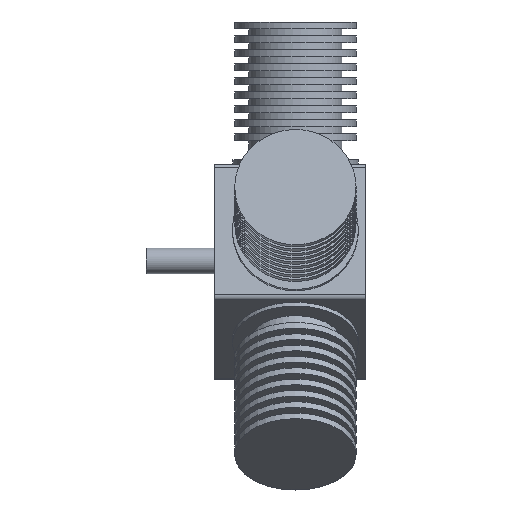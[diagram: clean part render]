
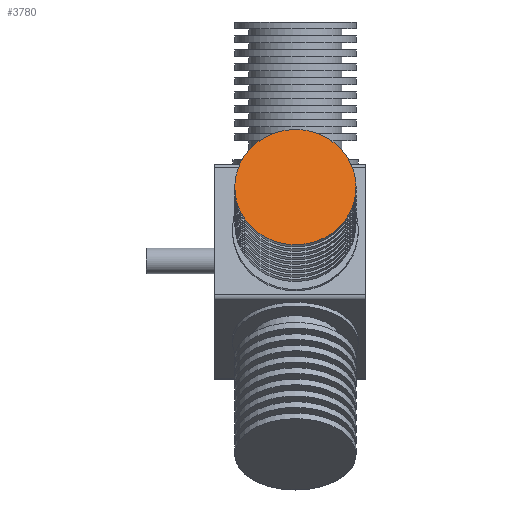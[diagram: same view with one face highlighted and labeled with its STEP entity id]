
A CAD part, left-side view. The second image highlights one B-rep face of the part: STEP entity #3780.
In plain terms, the highlighted free-form (B-spline) face has degree [1, 1] with [2, 2] control points.
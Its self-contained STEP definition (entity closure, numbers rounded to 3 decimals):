
#3780 = ADVANCED_FACE('',(#3781),#3795,.T.);
#3781 = FACE_BOUND('',#3782,.T.);
#3782 = EDGE_LOOP('',(#3783));
#3783 = ORIENTED_EDGE('',*,*,#3784,.T.);
#3784 = EDGE_CURVE('',#3785,#3785,#3787,.T.);
#3785 = VERTEX_POINT('',#3786);
#3786 = CARTESIAN_POINT('',(-219.612,77.237,
    75.012));
#3787 = ( BOUNDED_CURVE() B_SPLINE_CURVE(2,(#3788,#3789,#3790,#3791,
#3792,#3793,#3794),.UNSPECIFIED.,.T.,.F.) B_SPLINE_CURVE_WITH_KNOTS((1,2
    ,2,2,2,1),(-2.094,0.,2.094,4.189,
6.283,8.378),.UNSPECIFIED.) CURVE() 
GEOMETRIC_REPRESENTATION_ITEM() RATIONAL_B_SPLINE_CURVE((1.,0.5,1.,0.5,
1.,0.5,1.)) REPRESENTATION_ITEM('') );
#3788 = CARTESIAN_POINT('',(-219.612,77.237,
    75.012));
#3789 = CARTESIAN_POINT('',(-219.612,187.742,
    75.012));
#3790 = CARTESIAN_POINT('',(-249.185,132.49,
    -16.004));
#3791 = CARTESIAN_POINT('',(-278.758,77.237,
    -107.021));
#3792 = CARTESIAN_POINT('',(-249.185,21.985,
    -16.004));
#3793 = CARTESIAN_POINT('',(-219.612,-33.268,
    75.012));
#3794 = CARTESIAN_POINT('',(-219.612,77.237,
    75.012));
#3795 = B_SPLINE_SURFACE_WITH_KNOTS('',1,1,(
    (#3796,#3797)
    ,(#3798,#3799
    )),.UNSPECIFIED.,.F.,.F.,.F.,(2,2),(2,2),(-52.,52.),(-56.569
    ,47.431),.PIECEWISE_BEZIER_KNOTS.);
#3796 = CARTESIAN_POINT('',(-259.043,13.437,
    -46.343));
#3797 = CARTESIAN_POINT('',(-259.043,141.037,
    -46.343));
#3798 = CARTESIAN_POINT('',(-219.612,13.437,
    75.012));
#3799 = CARTESIAN_POINT('',(-219.612,141.037,
    75.012));
